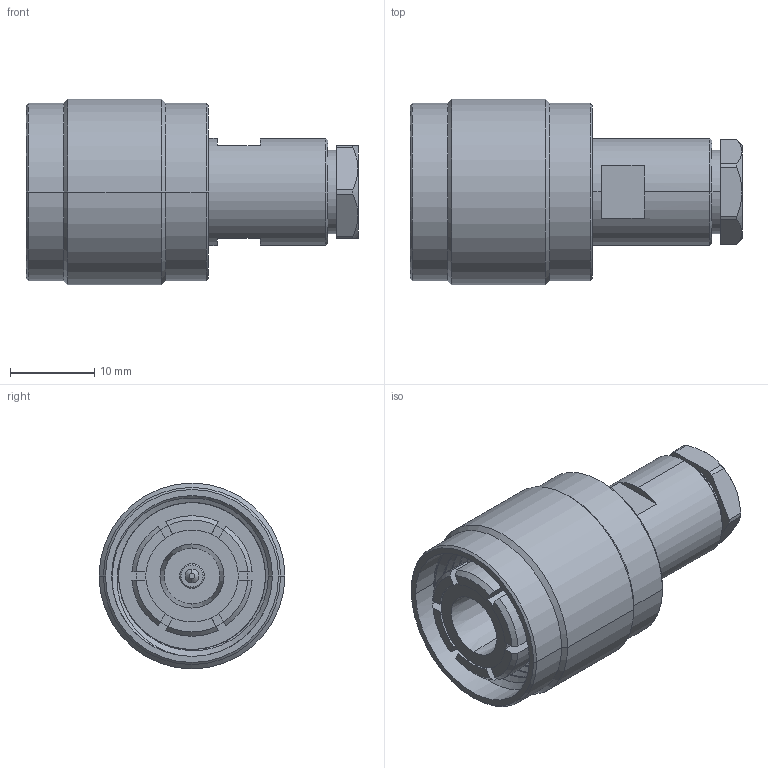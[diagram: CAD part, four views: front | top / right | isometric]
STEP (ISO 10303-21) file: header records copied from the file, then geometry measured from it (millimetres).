
FILE_DESCRIPTION (( 'STEP AP214' ), '1' );
FILE_NAME ('FMCN45897_3D.step', '2023-05-10T17:45:13', ( '' ), ( '' ), 'SwSTEP 2.0', 'SolidWorks 2022', '' );
FILE_SCHEMA (( 'AUTOMOTIVE_DESIGN' ));
Length unit declared in the file: inch
Products named in the file (1): FMCN45897_3D
Bounding box: 39.31 x 22 x 22 mm (x, y, z)
Volume: 7664.8 mm3; surface area: 5136.6 mm2
Topology: 1 solids, 1 shells, 150 faces, 374 edges, 235 vertices
Faces by surface type: cylinder 59, plane 54, cone 34, bspline 3
Entity records: 6319 total; most frequent: CARTESIAN_POINT 2698, DIRECTION 750, ORIENTED_EDGE 748, EDGE_CURVE 374, AXIS2_PLACEMENT_3D 289, VERTEX_POINT 235, VECTOR 172, LINE 172
